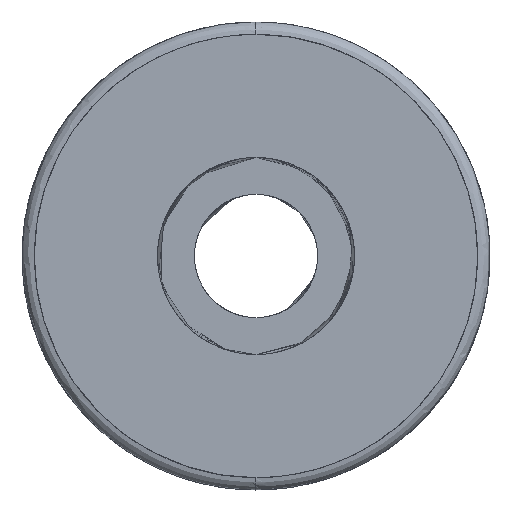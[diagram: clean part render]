
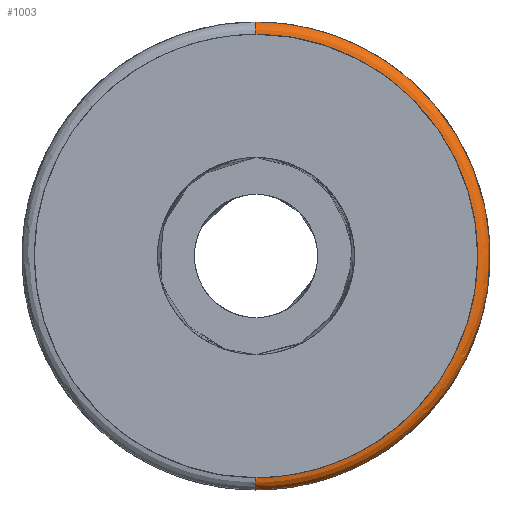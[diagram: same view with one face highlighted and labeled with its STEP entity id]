
A CAD part, front view. The second image highlights one B-rep face of the part: STEP entity #1003.
In plain terms, the highlighted free-form (B-spline) face has degree [3, 3] with [4, 4] control points.
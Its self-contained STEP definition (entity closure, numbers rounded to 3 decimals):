
#1003 = ADVANCED_FACE('',(#1004),#1040,.T.);
#1004 = FACE_BOUND('',#1005,.T.);
#1005 = EDGE_LOOP('',(#1006,#1017,#1025,#1034));
#1006 = ORIENTED_EDGE('',*,*,#1007,.T.);
#1007 = EDGE_CURVE('',#1008,#1010,#1012,.T.);
#1008 = VERTEX_POINT('',#1009);
#1009 = CARTESIAN_POINT('',(0.,-12.863,
    8.163));
#1010 = VERTEX_POINT('',#1011);
#1011 = CARTESIAN_POINT('',(0.,-12.863,
    -8.163));
#1012 = ( BOUNDED_CURVE() B_SPLINE_CURVE(3,(#1013,#1014,#1015,#1016),
.UNSPECIFIED.,.F.,.F.) B_SPLINE_CURVE_WITH_KNOTS((4,4),(0.,1.),
.PIECEWISE_BEZIER_KNOTS.) CURVE() GEOMETRIC_REPRESENTATION_ITEM() 
RATIONAL_B_SPLINE_CURVE((0.957,0.319,0.319,
0.957)) REPRESENTATION_ITEM('') );
#1013 = CARTESIAN_POINT('',(0.,-12.863,8.163));
#1014 = CARTESIAN_POINT('',(16.326,-12.863,
    8.163));
#1015 = CARTESIAN_POINT('',(16.326,-12.863,
    -8.163));
#1016 = CARTESIAN_POINT('',(0.,-12.863,-8.163));
#1017 = ORIENTED_EDGE('',*,*,#1018,.T.);
#1018 = EDGE_CURVE('',#1010,#1019,#1021,.T.);
#1019 = VERTEX_POINT('',#1020);
#1020 = CARTESIAN_POINT('',(0.,-12.409,
    -8.616));
#1021 = ( BOUNDED_CURVE() B_SPLINE_CURVE(2,(#1022,#1023,#1024),
.UNSPECIFIED.,.F.,.F.) B_SPLINE_CURVE_WITH_KNOTS((3,3),(
0.,1.571),.PIECEWISE_BEZIER_KNOTS.) CURVE() 
GEOMETRIC_REPRESENTATION_ITEM() RATIONAL_B_SPLINE_CURVE((1.,
0.707,1.)) REPRESENTATION_ITEM('') );
#1022 = CARTESIAN_POINT('',(0.,-12.863,
    -8.163));
#1023 = CARTESIAN_POINT('',(0.,-12.863,
    -8.616));
#1024 = CARTESIAN_POINT('',(0.,-12.409,
    -8.616));
#1025 = ORIENTED_EDGE('',*,*,#1026,.T.);
#1026 = EDGE_CURVE('',#1019,#1027,#1029,.T.);
#1027 = VERTEX_POINT('',#1028);
#1028 = CARTESIAN_POINT('',(0.,-12.409,
    8.616));
#1029 = ( BOUNDED_CURVE() B_SPLINE_CURVE(3,(#1030,#1031,#1032,#1033),
.UNSPECIFIED.,.F.,.F.) B_SPLINE_CURVE_WITH_KNOTS((4,4),(0.,1.),
.PIECEWISE_BEZIER_KNOTS.) CURVE() GEOMETRIC_REPRESENTATION_ITEM() 
RATIONAL_B_SPLINE_CURVE((0.957,0.319,0.319,
0.957)) REPRESENTATION_ITEM('') );
#1030 = CARTESIAN_POINT('',(0.,-12.409,-8.616));
#1031 = CARTESIAN_POINT('',(17.233,-12.409,
    -8.616));
#1032 = CARTESIAN_POINT('',(17.233,-12.409,
    8.616));
#1033 = CARTESIAN_POINT('',(0.,-12.409,8.616));
#1034 = ORIENTED_EDGE('',*,*,#1035,.T.);
#1035 = EDGE_CURVE('',#1027,#1008,#1036,.T.);
#1036 = ( BOUNDED_CURVE() B_SPLINE_CURVE(2,(#1037,#1038,#1039),
.UNSPECIFIED.,.F.,.F.) B_SPLINE_CURVE_WITH_KNOTS((3,3),(
0.,1.571),.PIECEWISE_BEZIER_KNOTS.) CURVE() 
GEOMETRIC_REPRESENTATION_ITEM() RATIONAL_B_SPLINE_CURVE((1.,
0.707,1.)) REPRESENTATION_ITEM('') );
#1037 = CARTESIAN_POINT('',(0.,-12.409,
    8.616));
#1038 = CARTESIAN_POINT('',(0.,-12.863,
    8.616));
#1039 = CARTESIAN_POINT('',(0.,-12.863,
    8.163));
#1040 = ( BOUNDED_SURFACE() B_SPLINE_SURFACE(3,3,(
    (#1041,#1042,#1043,#1044)
    ,(#1045,#1046,#1047,#1048)
    ,(#1049,#1050,#1051,#1052)
    ,(#1053,#1054,#1055,#1056
)),.UNSPECIFIED.,.F.,.F.,.F.) B_SPLINE_SURFACE_WITH_KNOTS((4,4),(4,4),(
    0.,1.),(0.,1.),.PIECEWISE_BEZIER_KNOTS.) 
GEOMETRIC_REPRESENTATION_ITEM() RATIONAL_B_SPLINE_SURFACE((
    (1.,0.333,0.333,1.)
    ,(0.755,0.252,0.252,0.755)
    ,(0.755,0.252,0.252,0.755)
,(1.,0.333,0.333,1.
))) REPRESENTATION_ITEM('') SURFACE() );
#1041 = CARTESIAN_POINT('',(0.,-12.364,8.614));
#1042 = CARTESIAN_POINT('',(17.228,-12.364,
    8.614));
#1043 = CARTESIAN_POINT('',(17.228,-12.364,
    -8.614));
#1044 = CARTESIAN_POINT('',(0.,-12.364,-8.614));
#1045 = CARTESIAN_POINT('',(0.,-12.672,8.645));
#1046 = CARTESIAN_POINT('',(17.29,-12.672,
    8.645));
#1047 = CARTESIAN_POINT('',(17.29,-12.672,
    -8.645));
#1048 = CARTESIAN_POINT('',(0.,-12.672,-8.645));
#1049 = CARTESIAN_POINT('',(0.,-12.892,8.426));
#1050 = CARTESIAN_POINT('',(16.852,-12.892,
    8.426));
#1051 = CARTESIAN_POINT('',(16.852,-12.892,
    -8.426));
#1052 = CARTESIAN_POINT('',(0.,-12.892,-8.426));
#1053 = CARTESIAN_POINT('',(0.,-12.861,8.118));
#1054 = CARTESIAN_POINT('',(16.235,-12.861,
    8.118));
#1055 = CARTESIAN_POINT('',(16.235,-12.861,
    -8.118));
#1056 = CARTESIAN_POINT('',(0.,-12.861,-8.118));
